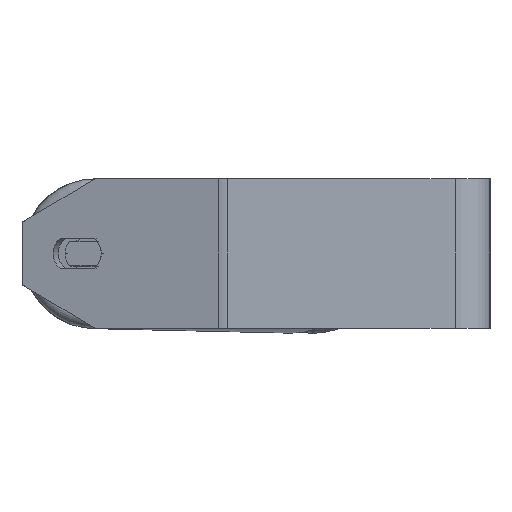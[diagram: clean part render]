
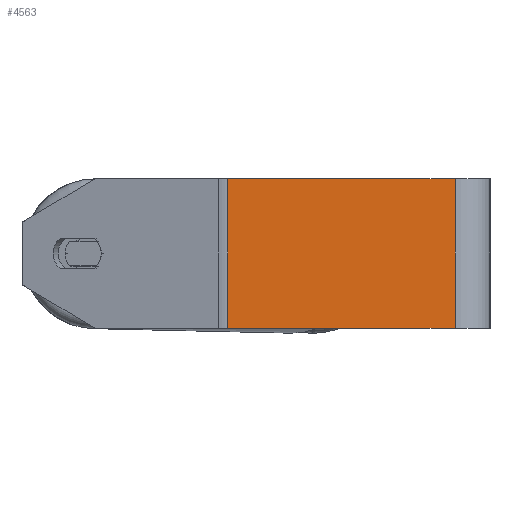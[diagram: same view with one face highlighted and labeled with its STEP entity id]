
A CAD part, left-side view. The second image highlights one B-rep face of the part: STEP entity #4563.
In plain terms, the highlighted planar face has unit normal (-1, 0, 0).
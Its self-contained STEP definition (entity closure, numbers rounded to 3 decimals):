
#5 = EDGE_CURVE ( 'NONE', #4136, #923, #8408, .T. ) ;
#569 = VERTEX_POINT ( 'NONE', #6895 ) ;
#869 = PLANE ( 'NONE',  #5706 ) ;
#923 = VERTEX_POINT ( 'NONE', #1224 ) ;
#1224 = CARTESIAN_POINT ( 'NONE',  ( -525., 105.051, -30. ) ) ;
#1333 = CARTESIAN_POINT ( 'NONE',  ( -525., 106.894, -30. ) ) ;
#1517 = CARTESIAN_POINT ( 'NONE',  ( -525., 14., 30. ) ) ;
#1540 = DIRECTION ( 'NONE',  ( 0., 0., -1. ) ) ;
#1558 = LINE ( 'NONE', #1517, #3485 ) ;
#2016 = CARTESIAN_POINT ( 'NONE',  ( -525., 14., -30. ) ) ;
#2228 = FACE_OUTER_BOUND ( 'NONE', #2438, .T. ) ;
#2327 = CARTESIAN_POINT ( 'NONE',  ( -525., 106.894, 30. ) ) ;
#2415 = EDGE_CURVE ( 'NONE', #4136, #569, #3633, .T. ) ;
#2438 = EDGE_LOOP ( 'NONE', ( #7244, #6019, #3403, #7561 ) ) ;
#2462 = DIRECTION ( 'NONE',  ( 0., -1., 0. ) ) ;
#3054 = VERTEX_POINT ( 'NONE', #2016 ) ;
#3403 = ORIENTED_EDGE ( 'NONE', *, *, #2415, .F. ) ;
#3485 = VECTOR ( 'NONE', #7613, 1000. ) ;
#3569 = DIRECTION ( 'NONE',  ( 1., 0., 0. ) ) ;
#3576 = CARTESIAN_POINT ( 'NONE',  ( -525., 105.051, 30. ) ) ;
#3633 = LINE ( 'NONE', #2327, #4178 ) ;
#4136 = VERTEX_POINT ( 'NONE', #4189 ) ;
#4178 = VECTOR ( 'NONE', #2462, 1000. ) ;
#4189 = CARTESIAN_POINT ( 'NONE',  ( -525., 105.051, 30. ) ) ;
#4563 = ADVANCED_FACE ( 'NONE', ( #2228 ), #869, .F. ) ;
#4729 = LINE ( 'NONE', #1333, #7497 ) ;
#4890 = CARTESIAN_POINT ( 'NONE',  ( -525., 106.894, 30. ) ) ;
#5026 = DIRECTION ( 'NONE',  ( 0., 0., -1. ) ) ;
#5706 = AXIS2_PLACEMENT_3D ( 'NONE', #4890, #3569, #1540 ) ;
#6019 = ORIENTED_EDGE ( 'NONE', *, *, #6472, .F. ) ;
#6198 = VECTOR ( 'NONE', #5026, 1000. ) ;
#6472 = EDGE_CURVE ( 'NONE', #569, #3054, #1558, .T. ) ;
#6797 = DIRECTION ( 'NONE',  ( 0., -1., 0. ) ) ;
#6895 = CARTESIAN_POINT ( 'NONE',  ( -525., 14., 30. ) ) ;
#7244 = ORIENTED_EDGE ( 'NONE', *, *, #7449, .T. ) ;
#7449 = EDGE_CURVE ( 'NONE', #923, #3054, #4729, .T. ) ;
#7497 = VECTOR ( 'NONE', #6797, 1000. ) ;
#7561 = ORIENTED_EDGE ( 'NONE', *, *, #5, .T. ) ;
#7613 = DIRECTION ( 'NONE',  ( 0., 0., -1. ) ) ;
#8408 = LINE ( 'NONE', #3576, #6198 ) ;
